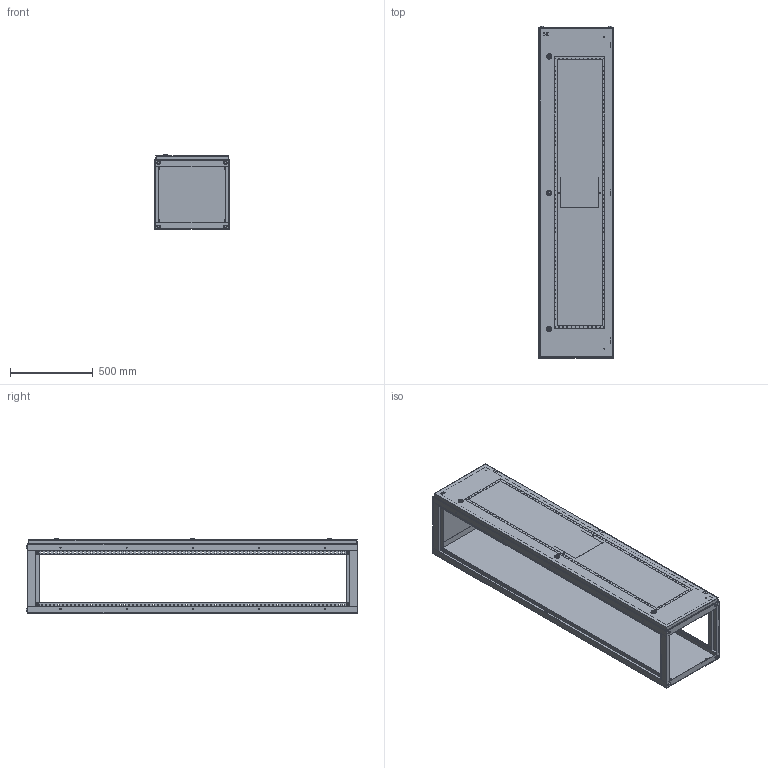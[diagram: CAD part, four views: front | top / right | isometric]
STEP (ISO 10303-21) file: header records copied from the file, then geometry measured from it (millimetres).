
FILE_DESCRIPTION (( 'STEP AP214' ), '1' );
FILE_NAME ('ÂÐÓ ñáîðíûé êîðïóñ 2000õ450õ450 IP31 SMART.STEP', '2016-10-28T07:11:05', ( 'user' ), ( '' ), 'SwSTEP 2.0', 'SolidWorks 2014', '' );
FILE_SCHEMA (( 'AUTOMOTIVE_DESIGN' ));
Length unit declared in the file: millimetre
Products named in the file (3): Äâåðü äëÿ ÂÐÓ-1 2000õ450 IP31; Êàðêàñ ÂÐÓ 2000õ450õ450; ÂÐÓ ñáîðíûé êîðïóñ 2000õ450õ450 IP31 SMART
Assembly tree (2 placements, depth 2):
  ÂÐÓ ñáîðíûé êîðïóñ 2000õ450õ450 IP31 SMART
    Êàðêàñ ÂÐÓ 2000õ450õ450
    Äâåðü äëÿ ÂÐÓ-1 2000õ450 IP31
Bounding box: 450 x 2008 x 450.5 mm (x, y, z)
Volume: 5420858 mm3; surface area: 6464888.4 mm2
Topology: 36 solids, 40 shells, 3288 faces, 8519 edges, 5460 vertices
Faces by surface type: plane 2202, cylinder 742, cone 194, sphere 56, bspline 56, torus 38
Entity records: 103103 total; most frequent: CARTESIAN_POINT 20568, ORIENTED_EDGE 16910, DIRECTION 16105, EDGE_CURVE 8455, LINE 6175, VECTOR 6175, VERTEX_POINT 5460, AXIS2_PLACEMENT_3D 4965
